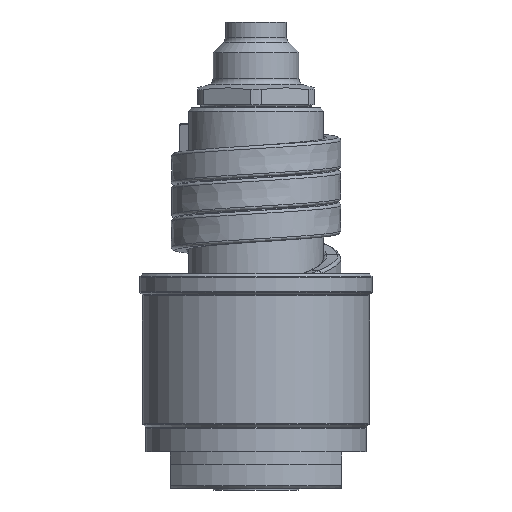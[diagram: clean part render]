
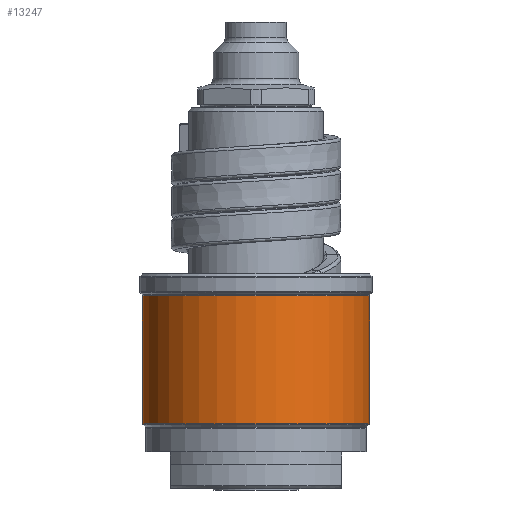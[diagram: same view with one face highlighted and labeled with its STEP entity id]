
A CAD part, front view. The second image highlights one B-rep face of the part: STEP entity #13247.
In plain terms, the highlighted cylindrical face has radius 18.5 mm (diameter 37 mm), a partial arc.
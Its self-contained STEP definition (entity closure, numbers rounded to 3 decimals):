
#4910=CARTESIAN_POINT('',(0.,0.,10.583));
#4911=DIRECTION('',(0.,0.,1.));
#4912=DIRECTION('',(-1.,0.,0.));
#4913=AXIS2_PLACEMENT_3D('',#4910,#4911,#4912);
#4915=DIRECTION('',(0.,0.,-1.));
#4916=VECTOR('',#4915,20.834);
#4917=CARTESIAN_POINT('',(-18.5,0.,31.417));
#4918=LINE('',#4917,#4916);
#4919=CARTESIAN_POINT('',(0.,0.,31.417));
#4920=DIRECTION('',(0.,0.,1.));
#4921=DIRECTION('',(-1.,0.,0.));
#4922=AXIS2_PLACEMENT_3D('',#4919,#4920,#4921);
#4924=DIRECTION('',(0.,0.,-1.));
#4925=VECTOR('',#4924,20.834);
#4926=CARTESIAN_POINT('',(18.5,0.,31.417));
#4927=LINE('',#4926,#4925);
#5252=CARTESIAN_POINT('',(18.5,0.,31.417));
#5253=CARTESIAN_POINT('',(-18.5,0.,31.417));
#5254=VERTEX_POINT('',#5252);
#5255=VERTEX_POINT('',#5253);
#5278=CARTESIAN_POINT('',(18.5,0.,10.583));
#5279=VERTEX_POINT('',#5278);
#5280=CARTESIAN_POINT('',(-18.5,0.,10.583));
#5281=VERTEX_POINT('',#5280);
#13235=CARTESIAN_POINT('',(0.,0.,8.75));
#13236=DIRECTION('',(0.,0.,1.));
#13237=DIRECTION('',(-1.,0.,0.));
#13238=AXIS2_PLACEMENT_3D('',#13235,#13236,#13237);
#13239=CYLINDRICAL_SURFACE('',#13238,18.5);
#13240=ORIENTED_EDGE('',*,*,#11464,.F.);
#13241=ORIENTED_EDGE('',*,*,#11445,.F.);
#13243=ORIENTED_EDGE('',*,*,#13242,.T.);
#13244=ORIENTED_EDGE('',*,*,#11441,.T.);
#13245=EDGE_LOOP('',(#13240,#13241,#13243,#13244));
#13246=FACE_OUTER_BOUND('',#13245,.F.);
#4914=CIRCLE('',#4913,18.5);
#4923=CIRCLE('',#4922,18.5);
#11441=EDGE_CURVE('',#5254,#5279,#4927,.T.);
#11445=EDGE_CURVE('',#5255,#5281,#4918,.T.);
#11464=EDGE_CURVE('',#5281,#5279,#4914,.T.);
#13242=EDGE_CURVE('',#5255,#5254,#4923,.T.);
#13247=ADVANCED_FACE('',(#13246),#13239,.T.);
